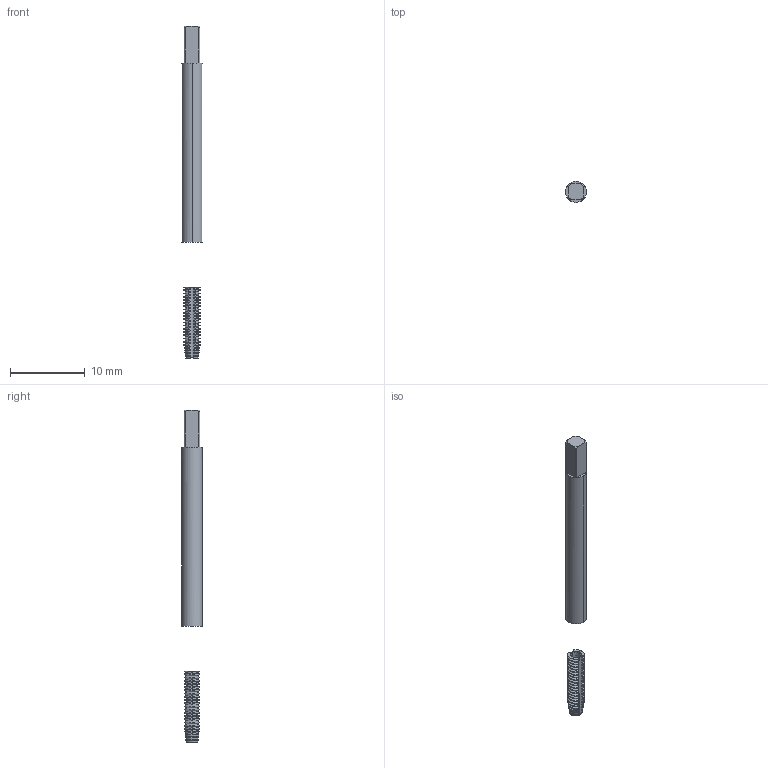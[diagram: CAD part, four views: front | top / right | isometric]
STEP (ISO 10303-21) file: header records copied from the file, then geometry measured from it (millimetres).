
FILE_DESCRIPTION(('no description'),'unknown implementation level');
FILE_NAME('solidGNb43KdrnDbv27wFrPlsaJh6tk8_1.STP',' ',('CIM GmbH Aachen'),('CADClick - KiM GmbH - www.kimweb.de'),'unknown preprocess','ACIS','unknown authorization');
FILE_SCHEMA(('automotive_design'));
Length unit declared in the file: millimetre
Products named in the file (2): 1; 2
Bounding box: 2.8 x 2.8 x 44.5 mm (x, y, z)
Volume: 179.8 mm3; surface area: 397.9 mm2
Topology: 2 solids, 2 shells, 348 faces, 945 edges, 600 vertices
Faces by surface type: cone 192, cylinder 140, plane 16
Entity records: 22852 total; most frequent: CARTESIAN_POINT 3634, STYLED_ITEM 1895, PRESENTATION_STYLE_ASSIGNMENT 1895, COLOUR_RGB 1895, ORIENTED_EDGE 1890, DIRECTION 1815, EDGE_CURVE 945, CURVE_STYLE 945
